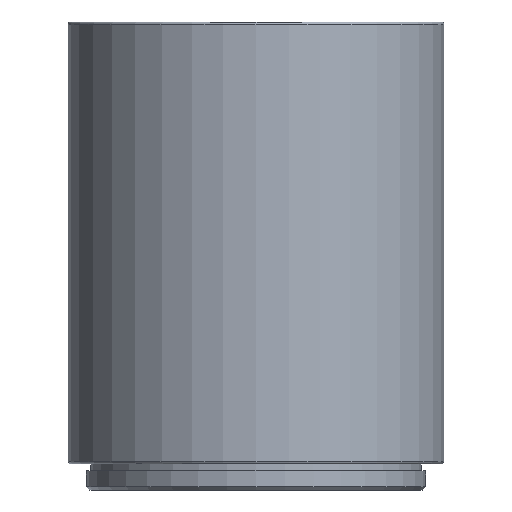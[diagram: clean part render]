
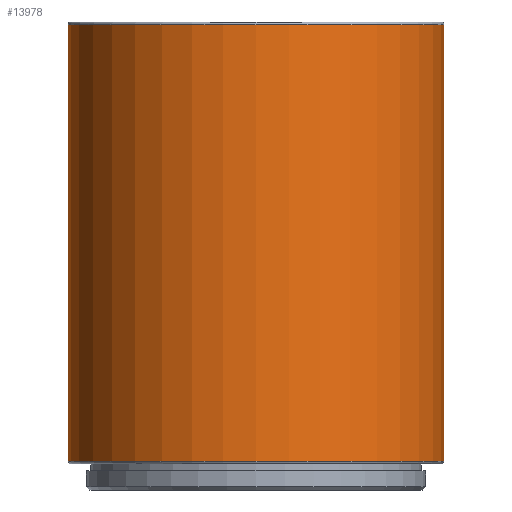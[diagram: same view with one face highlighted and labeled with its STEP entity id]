
A CAD part, front view. The second image highlights one B-rep face of the part: STEP entity #13978.
In plain terms, the highlighted cylindrical face has radius 21.6 mm (diameter 43.2 mm), a partial arc.
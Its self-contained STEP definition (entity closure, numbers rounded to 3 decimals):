
#241 = EDGE_CURVE ( 'NONE', #20816, #15864, #7657, .T. ) ;
#1765 = DIRECTION ( 'NONE',  ( 0., 0., -1. ) ) ;
#2138 = DIRECTION ( 'NONE',  ( -1., 0., 0. ) ) ;
#2253 = CYLINDRICAL_SURFACE ( 'NONE', #16855, 21.6 ) ;
#2399 = CARTESIAN_POINT ( 'NONE',  ( 6.088, 4.915, 27.758 ) ) ;
#2622 = CARTESIAN_POINT ( 'NONE',  ( 6.088, 4.915, -25.742 ) ) ;
#3166 = CIRCLE ( 'NONE', #15287, 21.6 ) ;
#3208 = CARTESIAN_POINT ( 'NONE',  ( -37.112, 4.915, -25.742 ) ) ;
#3808 = DIRECTION ( 'NONE',  ( -1., 0., 0. ) ) ;
#4100 = AXIS2_PLACEMENT_3D ( 'NONE', #15271, #1765, #7000 ) ;
#4291 = DIRECTION ( 'NONE',  ( 0., 0., -1. ) ) ;
#4394 = VECTOR ( 'NONE', #10011, 1000. ) ;
#5250 = ORIENTED_EDGE ( 'NONE', *, *, #16622, .T. ) ;
#6216 = ORIENTED_EDGE ( 'NONE', *, *, #241, .T. ) ;
#7000 = DIRECTION ( 'NONE',  ( 1., 0., 0. ) ) ;
#7041 = EDGE_LOOP ( 'NONE', ( #14102, #6216, #5250, #12942 ) ) ;
#7498 = EDGE_CURVE ( 'NONE', #14689, #11399, #3166, .T. ) ;
#7657 = CIRCLE ( 'NONE', #4100, 21.6 ) ;
#8818 = CARTESIAN_POINT ( 'NONE',  ( -15.512, 4.915, -22.442 ) ) ;
#8927 = DIRECTION ( 'NONE',  ( 0., 0., 1. ) ) ;
#10011 = DIRECTION ( 'NONE',  ( 0., 0., -1. ) ) ;
#11399 = VERTEX_POINT ( 'NONE', #12430 ) ;
#12181 = DIRECTION ( 'NONE',  ( 0., 0., -1. ) ) ;
#12291 = CARTESIAN_POINT ( 'NONE',  ( -15.512, 4.915, -25.742 ) ) ;
#12430 = CARTESIAN_POINT ( 'NONE',  ( 6.088, 4.915, -22.442 ) ) ;
#12770 = LINE ( 'NONE', #2622, #21513 ) ;
#12942 = ORIENTED_EDGE ( 'NONE', *, *, #7498, .T. ) ;
#13978 = ADVANCED_FACE ( 'NONE', ( #17327 ), #2253, .T. ) ;
#14102 = ORIENTED_EDGE ( 'NONE', *, *, #20686, .F. ) ;
#14689 = VERTEX_POINT ( 'NONE', #20825 ) ;
#15271 = CARTESIAN_POINT ( 'NONE',  ( -15.512, 4.915, 27.758 ) ) ;
#15287 = AXIS2_PLACEMENT_3D ( 'NONE', #8818, #8927, #3808 ) ;
#15864 = VERTEX_POINT ( 'NONE', #19385 ) ;
#16622 = EDGE_CURVE ( 'NONE', #15864, #14689, #16939, .T. ) ;
#16855 = AXIS2_PLACEMENT_3D ( 'NONE', #12291, #12181, #2138 ) ;
#16939 = LINE ( 'NONE', #3208, #4394 ) ;
#17327 = FACE_OUTER_BOUND ( 'NONE', #7041, .T. ) ;
#19385 = CARTESIAN_POINT ( 'NONE',  ( -37.112, 4.915, 27.758 ) ) ;
#20686 = EDGE_CURVE ( 'NONE', #20816, #11399, #12770, .T. ) ;
#20816 = VERTEX_POINT ( 'NONE', #2399 ) ;
#20825 = CARTESIAN_POINT ( 'NONE',  ( -37.112, 4.915, -22.442 ) ) ;
#21513 = VECTOR ( 'NONE', #4291, 1000. ) ;
